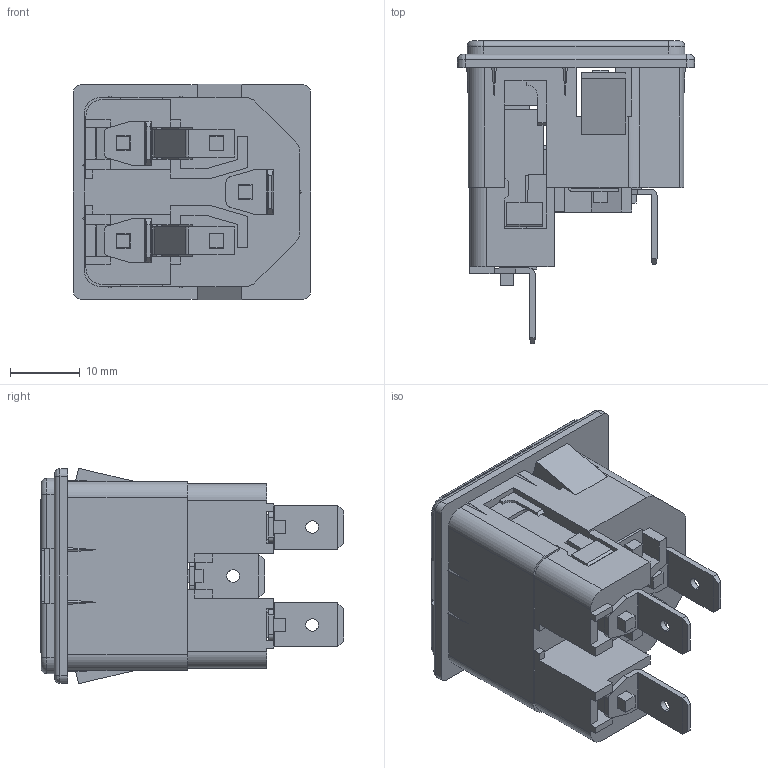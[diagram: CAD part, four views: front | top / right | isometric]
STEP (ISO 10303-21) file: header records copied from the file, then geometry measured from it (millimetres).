
FILE_DESCRIPTION (( 'STEP AP214' ), '1' );
FILE_NAME ('ACM-C4-N10Q6F2-LC_3D.step', '2023-10-17T07:19:32', ( '' ), ( '' ), 'SwSTEP 2.0', 'SolidWorks 2022', '' );
FILE_SCHEMA (( 'AUTOMOTIVE_DESIGN' ));
Length unit declared in the file: millimetre
Products named in the file (1): ACM-C4-N10Q6F2-LC_3D
Bounding box: 33.91 x 43.37 x 30.83 mm (x, y, z)
Volume: 9754.2 mm3; surface area: 15012.5 mm2
Topology: 2 solids, 2 shells, 1181 faces, 3486 edges, 2290 vertices
Faces by surface type: plane 1028, cylinder 129, bspline 18, torus 4, sphere 2
Entity records: 39641 total; most frequent: CARTESIAN_POINT 7866, ORIENTED_EDGE 6970, DIRECTION 6039, EDGE_CURVE 3485, LINE 3191, VECTOR 3191, VERTEX_POINT 2290, AXIS2_PLACEMENT_3D 1424
